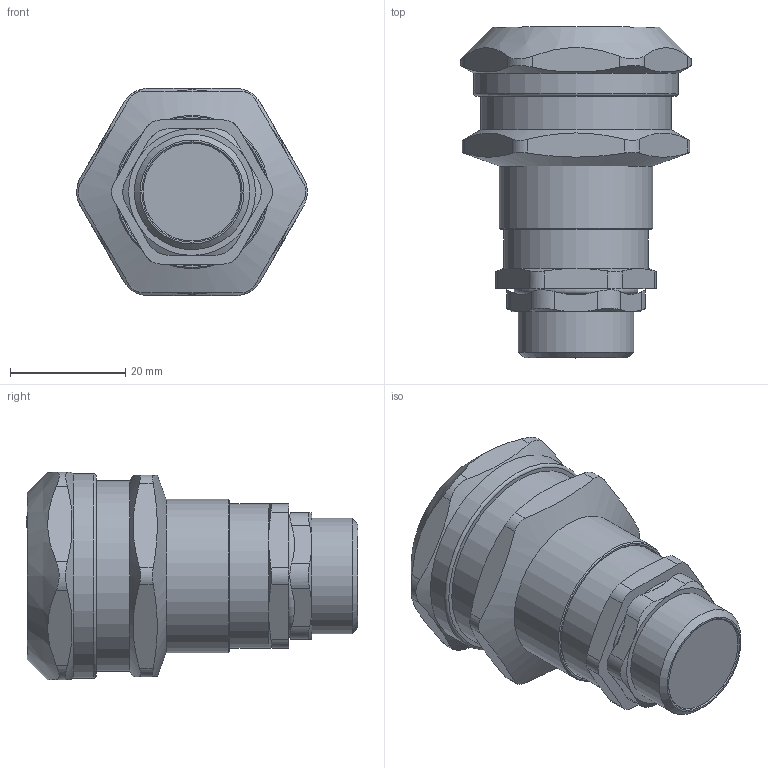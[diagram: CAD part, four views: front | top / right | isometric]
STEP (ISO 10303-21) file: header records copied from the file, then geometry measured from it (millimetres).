
FILE_DESCRIPTION(/* description */ (''),/* implementation_level */ '2;1');
FILE_NAME(/* name */ '',/* time_stamp */ '2025-07-01T10:13:49+07:00',/* author */ ('zeta-86'),/* organization */ (''),/* preprocessor_version */ 'ST-DEVELOPER v19.2',/* originating_system */ 'Autodesk Inventor 2024',/* authorisation */ '');
FILE_SCHEMA (('AUTOMOTIVE_DESIGN { 1 0 10303 214 3 1 1 }'));
Length unit declared in the file: millimetre
Products named in the file (1): Деталь1
Bounding box: 40.02 x 57.57 x 36 mm (x, y, z)
Volume: 37811.2 mm3; surface area: 7535.7 mm2
Topology: 1 solids, 1 shells, 98 faces, 244 edges, 156 vertices
Faces by surface type: plane 34, cylinder 29, cone 26, bspline 6, torus 3
Full cylindrical faces by diameter (mm): 20 x1, 25 x1, 26.6 x1, 33 x1, 35.5 x1
Entity records: 3487 total; most frequent: CARTESIAN_POINT 1382, ORIENTED_EDGE 488, DIRECTION 364, EDGE_CURVE 244, VERTEX_POINT 156, AXIS2_PLACEMENT_3D 148, EDGE_LOOP 106, FACE_OUTER_BOUND 98
